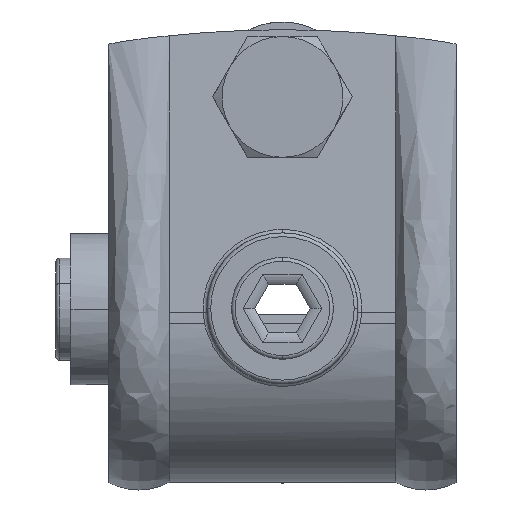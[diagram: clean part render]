
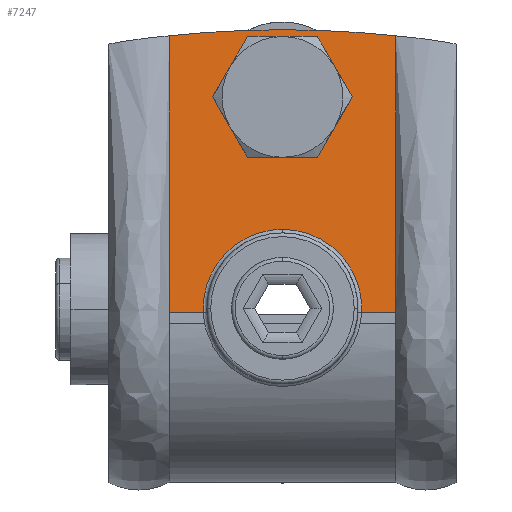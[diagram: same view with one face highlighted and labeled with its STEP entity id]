
A CAD part, top view. The second image highlights one B-rep face of the part: STEP entity #7247.
In plain terms, the highlighted planar face has unit normal (0, 0.07, 0.998).
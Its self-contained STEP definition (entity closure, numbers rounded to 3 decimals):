
#96 = CARTESIAN_POINT ( 'NONE',  ( 23., 60., 18.324 ) ) ;
#120 = DIRECTION ( 'NONE',  ( 0., -0.07, -0.998 ) ) ;
#308 = ORIENTED_EDGE ( 'NONE', *, *, #931, .T. ) ;
#445 = EDGE_LOOP ( 'NONE', ( #308, #4389 ) ) ;
#490 = DIRECTION ( 'NONE',  ( 0., 0.998, -0.07 ) ) ;
#520 = CARTESIAN_POINT ( 'NONE',  ( 10.488, 22.465, 20.949 ) ) ;
#624 = AXIS2_PLACEMENT_3D ( 'NONE', #96, #120, #770 ) ;
#663 = CARTESIAN_POINT ( 'NONE',  ( -15., 46.886, 19.241 ) ) ;
#747 = ORIENTED_EDGE ( 'NONE', *, *, #6972, .T. ) ;
#749 = CARTESIAN_POINT ( 'NONE',  ( 0., 44.035, 19.441 ) ) ;
#770 = DIRECTION ( 'NONE',  ( 0., 0.998, -0.07 ) ) ;
#931 = EDGE_CURVE ( 'NONE', #2594, #1004, #2290, .T. ) ;
#991 =( BOUNDED_CURVE ( )  B_SPLINE_CURVE ( 3, ( #7495, #2779, #6856, #3445 ),
 .UNSPECIFIED., .F., .T. ) 
 B_SPLINE_CURVE_WITH_KNOTS ( ( 4, 4 ),
 ( 3.142, 6.283 ),
 .UNSPECIFIED. ) 
 CURVE ( )  GEOMETRIC_REPRESENTATION_ITEM ( )  RATIONAL_B_SPLINE_CURVE ( ( 1., 0.333, 0.333, 1. ) ) 
 REPRESENTATION_ITEM ( '' )  );
#1004 = VERTEX_POINT ( 'NONE', #6783 ) ;
#1033 = DIRECTION ( 'NONE',  ( 0., 0.07, 0.998 ) ) ;
#1158 = B_SPLINE_CURVE_WITH_KNOTS ( 'NONE', 3,
 ( #6799, #663, #6039, #4093 ),
 .UNSPECIFIED., .F., .F.,
 ( 4, 4 ),
 ( 0.012, 0.516 ),
 .UNSPECIFIED. ) ;
#1209 = CARTESIAN_POINT ( 'NONE',  ( 10.488, 22.465, 20.949 ) ) ;
#1327 = ORIENTED_EDGE ( 'NONE', *, *, #5779, .T. ) ;
#1365 = DIRECTION ( 'NONE',  ( -1., 0., 0. ) ) ;
#1455 = CARTESIAN_POINT ( 'NONE',  ( 14., 58.035, 18.462 ) ) ;
#1481 =( BOUNDED_CURVE ( )  B_SPLINE_CURVE ( 3, ( #8456, #7156, #8653, #1209 ),
 .UNSPECIFIED., .F., .F. ) 
 B_SPLINE_CURVE_WITH_KNOTS ( ( 4, 4 ),
 ( 0., 1.618 ),
 .UNSPECIFIED. ) 
 CURVE ( )  GEOMETRIC_REPRESENTATION_ITEM ( )  RATIONAL_B_SPLINE_CURVE ( ( 1., 0.793, 0.793, 1. ) ) 
 REPRESENTATION_ITEM ( '' )  );
#1514 = EDGE_CURVE ( 'NONE', #1004, #2594, #991, .T. ) ;
#1638 = EDGE_LOOP ( 'NONE', ( #6979, #747, #1327, #2991, #8444, #4424, #4922, #4297 ) ) ;
#1828 = CARTESIAN_POINT ( 'NONE',  ( -10.792, 28.843, 20.503 ) ) ;
#1934 = EDGE_CURVE ( 'NONE', #3353, #2813, #2562, .T. ) ;
#2290 =( BOUNDED_CURVE ( )  B_SPLINE_CURVE ( 3, ( #4857, #1455, #5450, #749 ),
 .UNSPECIFIED., .F., .T. ) 
 B_SPLINE_CURVE_WITH_KNOTS ( ( 4, 4 ),
 ( 0., 3.142 ),
 .UNSPECIFIED. ) 
 CURVE ( )  GEOMETRIC_REPRESENTATION_ITEM ( )  RATIONAL_B_SPLINE_CURVE ( ( 1., 0.333, 0.333, 1. ) ) 
 REPRESENTATION_ITEM ( '' )  );
#2315 = CARTESIAN_POINT ( 'NONE',  ( 15., 59.097, 18.387 ) ) ;
#2422 = CARTESIAN_POINT ( 'NONE',  ( 0., 33.465, 20.18 ) ) ;
#2502 = CARTESIAN_POINT ( 'NONE',  ( 0., 58.035, 18.462 ) ) ;
#2562 = B_SPLINE_CURVE_WITH_KNOTS ( 'NONE', 3,
 ( #8145, #8784, #3625, #8363 ),
 .UNSPECIFIED., .F., .F.,
 ( 4, 4 ),
 ( 0.012, 0.516 ),
 .UNSPECIFIED. ) ;
#2594 = VERTEX_POINT ( 'NONE', #2502 ) ;
#2609 = FACE_BOUND ( 'NONE', #445, .T. ) ;
#2637 = CARTESIAN_POINT ( 'NONE',  ( 0., 59.9, 18.331 ) ) ;
#2779 = CARTESIAN_POINT ( 'NONE',  ( -14., 44.035, 19.441 ) ) ;
#2813 = VERTEX_POINT ( 'NONE', #8423 ) ;
#2991 = ORIENTED_EDGE ( 'NONE', *, *, #5329, .T. ) ;
#3031 = AXIS2_PLACEMENT_3D ( 'NONE', #6510, #1033, #490 ) ;
#3089 = VERTEX_POINT ( 'NONE', #3498 ) ;
#3142 = CARTESIAN_POINT ( 'NONE',  ( 0., 33.465, 20.18 ) ) ;
#3157 = CARTESIAN_POINT ( 'NONE',  ( -10.488, 22.465, 20.949 ) ) ;
#3353 = VERTEX_POINT ( 'NONE', #2315 ) ;
#3427 = CARTESIAN_POINT ( 'NONE',  ( 23., 22.465, 20.949 ) ) ;
#3445 = CARTESIAN_POINT ( 'NONE',  ( 0., 58.035, 18.462 ) ) ;
#3480 = PLANE ( 'NONE',  #624 ) ;
#3498 = CARTESIAN_POINT ( 'NONE',  ( -15., 22.465, 20.949 ) ) ;
#3518 =( BOUNDED_CURVE ( )  B_SPLINE_CURVE ( 3, ( #3157, #1828, #5113, #2422 ),
 .UNSPECIFIED., .F., .F. ) 
 B_SPLINE_CURVE_WITH_KNOTS ( ( 4, 4 ),
 ( 4.665, 6.283 ),
 .UNSPECIFIED. ) 
 CURVE ( )  GEOMETRIC_REPRESENTATION_ITEM ( )  RATIONAL_B_SPLINE_CURVE ( ( 1., 0.793, 0.793, 1. ) ) 
 REPRESENTATION_ITEM ( '' )  );
#3625 = CARTESIAN_POINT ( 'NONE',  ( 15., 34.676, 20.095 ) ) ;
#3806 = CIRCLE ( 'NONE', #8558, 140.161 ) ;
#3858 = VERTEX_POINT ( 'NONE', #2637 ) ;
#3929 = LINE ( 'NONE', #3427, #5712 ) ;
#4042 = CIRCLE ( 'NONE', #3031, 140.161 ) ;
#4093 = CARTESIAN_POINT ( 'NONE',  ( -15., 22.465, 20.949 ) ) ;
#4295 = VERTEX_POINT ( 'NONE', #3142 ) ;
#4297 = ORIENTED_EDGE ( 'NONE', *, *, #5022, .F. ) ;
#4389 = ORIENTED_EDGE ( 'NONE', *, *, #1514, .T. ) ;
#4424 = ORIENTED_EDGE ( 'NONE', *, *, #5725, .T. ) ;
#4593 = VERTEX_POINT ( 'NONE', #4902 ) ;
#4745 = VERTEX_POINT ( 'NONE', #520 ) ;
#4857 = CARTESIAN_POINT ( 'NONE',  ( 0., 58.035, 18.462 ) ) ;
#4902 = CARTESIAN_POINT ( 'NONE',  ( -10.488, 22.465, 20.949 ) ) ;
#4922 = ORIENTED_EDGE ( 'NONE', *, *, #7059, .T. ) ;
#5022 = EDGE_CURVE ( 'NONE', #2813, #4745, #3929, .T. ) ;
#5113 = CARTESIAN_POINT ( 'NONE',  ( -6.386, 33.465, 20.18 ) ) ;
#5329 = EDGE_CURVE ( 'NONE', #5590, #3089, #1158, .T. ) ;
#5450 = CARTESIAN_POINT ( 'NONE',  ( 14., 44.035, 19.441 ) ) ;
#5491 = FACE_OUTER_BOUND ( 'NONE', #1638, .T. ) ;
#5528 = EDGE_CURVE ( 'NONE', #4593, #3089, #8471, .T. ) ;
#5590 = VERTEX_POINT ( 'NONE', #7091 ) ;
#5712 = VECTOR ( 'NONE', #1365, 1000. ) ;
#5725 = EDGE_CURVE ( 'NONE', #4593, #4295, #3518, .T. ) ;
#5779 = EDGE_CURVE ( 'NONE', #3858, #5590, #4042, .T. ) ;
#5882 = DIRECTION ( 'NONE',  ( 0., 0.998, -0.07 ) ) ;
#6039 = CARTESIAN_POINT ( 'NONE',  ( -15., 34.676, 20.095 ) ) ;
#6510 = CARTESIAN_POINT ( 'NONE',  ( 0., -79.919, 28.108 ) ) ;
#6518 = CARTESIAN_POINT ( 'NONE',  ( 0., -79.919, 28.108 ) ) ;
#6783 = CARTESIAN_POINT ( 'NONE',  ( 0., 44.035, 19.441 ) ) ;
#6799 = CARTESIAN_POINT ( 'NONE',  ( -15., 59.097, 18.387 ) ) ;
#6837 = DIRECTION ( 'NONE',  ( -1., 0., 0. ) ) ;
#6856 = CARTESIAN_POINT ( 'NONE',  ( -14., 58.035, 18.462 ) ) ;
#6954 = CARTESIAN_POINT ( 'NONE',  ( 23., 22.465, 20.949 ) ) ;
#6972 = EDGE_CURVE ( 'NONE', #3353, #3858, #3806, .T. ) ;
#6979 = ORIENTED_EDGE ( 'NONE', *, *, #1934, .F. ) ;
#7059 = EDGE_CURVE ( 'NONE', #4295, #4745, #1481, .T. ) ;
#7091 = CARTESIAN_POINT ( 'NONE',  ( -15., 59.097, 18.387 ) ) ;
#7156 = CARTESIAN_POINT ( 'NONE',  ( 6.386, 33.465, 20.18 ) ) ;
#7247 = ADVANCED_FACE ( 'NONE', ( #2609, #5491 ), #3480, .F. ) ;
#7495 = CARTESIAN_POINT ( 'NONE',  ( 0., 44.035, 19.441 ) ) ;
#8145 = CARTESIAN_POINT ( 'NONE',  ( 15., 59.097, 18.387 ) ) ;
#8363 = CARTESIAN_POINT ( 'NONE',  ( 15., 22.465, 20.949 ) ) ;
#8423 = CARTESIAN_POINT ( 'NONE',  ( 15., 22.465, 20.949 ) ) ;
#8444 = ORIENTED_EDGE ( 'NONE', *, *, #5528, .F. ) ;
#8456 = CARTESIAN_POINT ( 'NONE',  ( 0., 33.465, 20.18 ) ) ;
#8471 = LINE ( 'NONE', #6954, #8792 ) ;
#8558 = AXIS2_PLACEMENT_3D ( 'NONE', #6518, #8688, #5882 ) ;
#8653 = CARTESIAN_POINT ( 'NONE',  ( 10.792, 28.843, 20.503 ) ) ;
#8688 = DIRECTION ( 'NONE',  ( 0., 0.07, 0.998 ) ) ;
#8784 = CARTESIAN_POINT ( 'NONE',  ( 15., 46.886, 19.241 ) ) ;
#8792 = VECTOR ( 'NONE', #6837, 1000. ) ;
